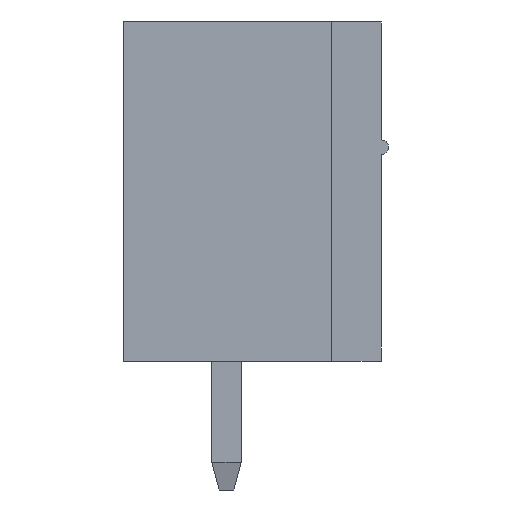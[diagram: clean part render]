
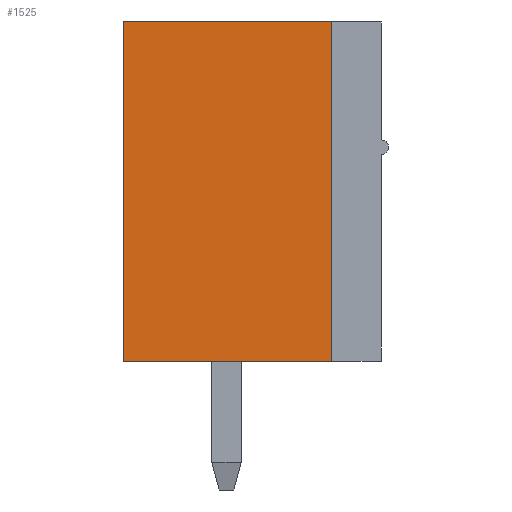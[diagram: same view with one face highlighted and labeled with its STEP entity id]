
A CAD part, left-side view. The second image highlights one B-rep face of the part: STEP entity #1525.
In plain terms, the highlighted planar face has unit normal (-1, 0, 0).
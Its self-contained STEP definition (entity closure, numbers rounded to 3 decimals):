
#1525 = ADVANCED_FACE( '', ( #3156 ), #3157, .T. );
#3156 = FACE_OUTER_BOUND( '', #4952, .T. );
#3157 = PLANE( '', #4953 );
#4952 = EDGE_LOOP( '', ( #9108, #9109, #9110, #9111 ) );
#4953 = AXIS2_PLACEMENT_3D( '', #9112, #9113, #9114 );
#9108 = ORIENTED_EDGE( '', *, *, #12447, .T. );
#9109 = ORIENTED_EDGE( '', *, *, #12740, .T. );
#9110 = ORIENTED_EDGE( '', *, *, #11838, .T. );
#9111 = ORIENTED_EDGE( '', *, *, #12741, .T. );
#9112 = CARTESIAN_POINT( '', ( -28.055, 0., 0. ) );
#9113 = DIRECTION( '', ( -1., 0., 0. ) );
#9114 = DIRECTION( '', ( 0., 0., 1. ) );
#11838 = EDGE_CURVE( '', #14599, #14597, #14600, .T. );
#12447 = EDGE_CURVE( '', #15512, #15510, #15513, .T. );
#12740 = EDGE_CURVE( '', #15510, #14599, #15883, .T. );
#12741 = EDGE_CURVE( '', #14597, #15512, #15884, .T. );
#14597 = VERTEX_POINT( '', #18483 );
#14599 = VERTEX_POINT( '', #18486 );
#14600 = LINE( '', #18487, #18488 );
#15510 = VERTEX_POINT( '', #19892 );
#15512 = VERTEX_POINT( '', #19895 );
#15513 = LINE( '', #19896, #19897 );
#15883 = LINE( '', #20491, #20492 );
#15884 = LINE( '', #20493, #20494 );
#18483 = CARTESIAN_POINT( '', ( -28.055, 3.5, -4.6 ) );
#18486 = CARTESIAN_POINT( '', ( -28.055, 3.5, 4.6 ) );
#18487 = CARTESIAN_POINT( '', ( -28.055, 3.5, 4.6 ) );
#18488 = VECTOR( '', #22012, 1000. );
#19892 = CARTESIAN_POINT( '', ( -28.055, -2.15, 4.6 ) );
#19895 = CARTESIAN_POINT( '', ( -28.055, -2.15, -4.6 ) );
#19896 = CARTESIAN_POINT( '', ( -28.055, -2.15, -4.6 ) );
#19897 = VECTOR( '', #22544, 1000. );
#20491 = CARTESIAN_POINT( '', ( -28.055, -2.15, 4.6 ) );
#20492 = VECTOR( '', #22760, 1000. );
#20493 = CARTESIAN_POINT( '', ( -28.055, 3.5, -4.6 ) );
#20494 = VECTOR( '', #22761, 1000. );
#22012 = DIRECTION( '', ( 0., 0., -1. ) );
#22544 = DIRECTION( '', ( 0., 0., 1. ) );
#22760 = DIRECTION( '', ( 0., 1., 0. ) );
#22761 = DIRECTION( '', ( 0., -1., 0. ) );
